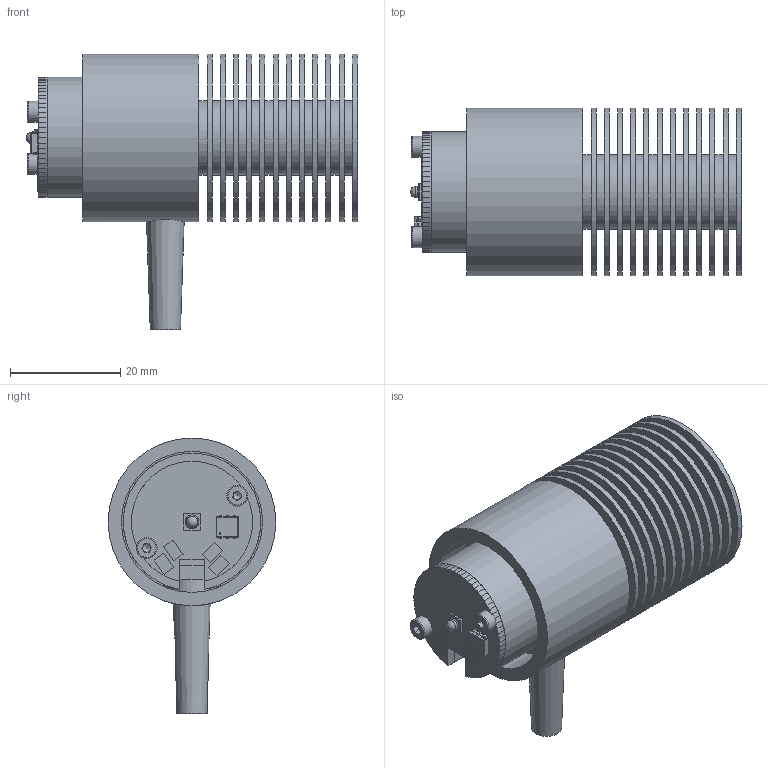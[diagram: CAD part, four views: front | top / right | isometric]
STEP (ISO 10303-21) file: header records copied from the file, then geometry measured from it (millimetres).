
FILE_DESCRIPTION(/* description */ (''),/* implementation_level */ '2;1');
FILE_NAME(/* name */ 'LED - Light (M470L5).step',/* time_stamp */ '2024-06-17T21:25:30-04:00',/* author */ (''),/* organization */ (''),/* preprocessor_version */ 'ST-DEVELOPER v20',/* originating_system */ 'Autodesk Translation Framework v12.20.1.177',/* authorisation */ '');
FILE_SCHEMA (('AUTOMOTIVE_DESIGN { 1 0 10303 214 3 1 1 }'));
Length unit declared in the file: millimetre
Products named in the file (1): LED - Light (M470L5)
Bounding box: 60.3 x 30.5 x 50.17 mm (x, y, z)
Volume: 27452.7 mm3; surface area: 27945.6 mm2
Topology: 21 solids, 21 shells, 441 faces, 1026 edges, 664 vertices
Faces by surface type: plane 300, cylinder 98, bspline 17, cone 11, sphere 8, torus 7
Full cylindrical faces by diameter (mm): 0.3 x1, 1.6 x2, 2 x4, 3.3 x1, 3.8 x2, 4 x2, 4.1 x1, 7 x3, 9.5 x1, 13.5 x12, 25.65 x2, 26.65 x1, 30.5 x13
Entity records: 14964 total; most frequent: CARTESIAN_POINT 4280, DIRECTION 2064, ORIENTED_EDGE 2038, EDGE_CURVE 1019, LINE 738, VECTOR 738, VERTEX_POINT 664, AXIS2_PLACEMENT_3D 663
